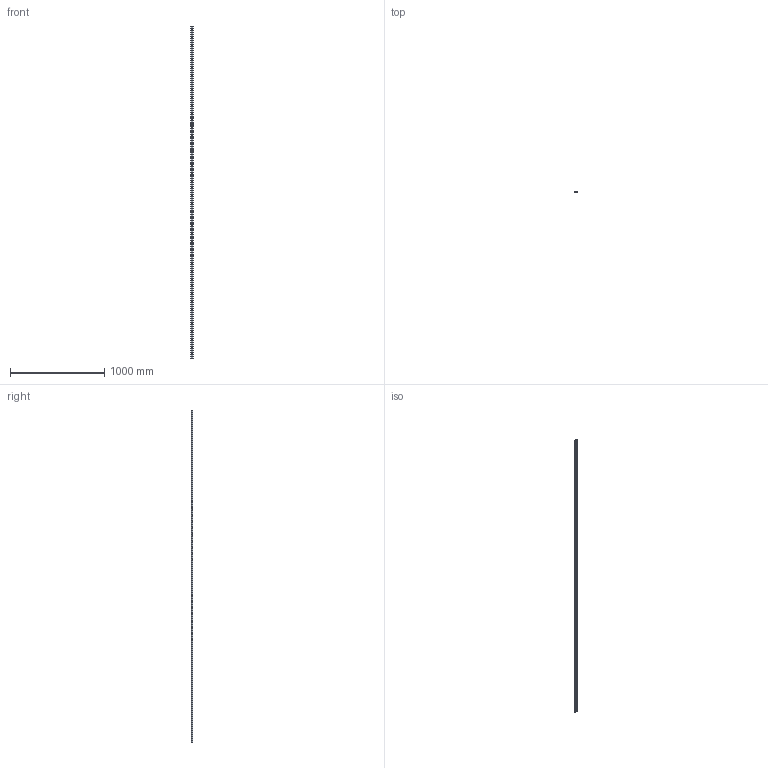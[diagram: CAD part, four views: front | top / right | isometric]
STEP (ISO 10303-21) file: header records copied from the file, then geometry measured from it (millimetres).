
FILE_DESCRIPTION (( 'STEP AP214' ), '1' );
FILE_NAME ('S-LBX 30-3520.STEP', '2023-11-14T11:29:27', ( '' ), ( '' ), 'SwSTEP 2.0', 'SolidWorks 2020', '' );
FILE_SCHEMA (( 'AUTOMOTIVE_DESIGN' ));
Length unit declared in the file: millimetre
Products named in the file (1): S-LBX 30-3520
Bounding box: 29.5 x 15 x 3520 mm (x, y, z)
Volume: 402706 mm3; surface area: 342569.9 mm2
Topology: 1 solids, 1 shells, 244 faces, 726 edges, 484 vertices
Faces by surface type: cylinder 142, plane 102
Entity records: 8504 total; most frequent: DIRECTION 1500, CARTESIAN_POINT 1455, ORIENTED_EDGE 1452, EDGE_CURVE 726, AXIS2_PLACEMENT_3D 529, VERTEX_POINT 484, VECTOR 442, LINE 442
